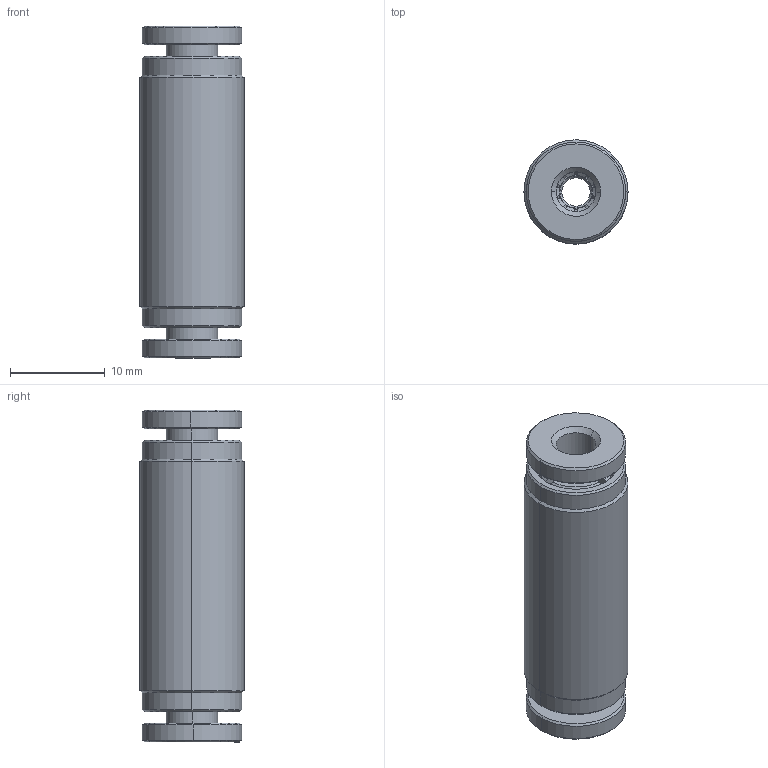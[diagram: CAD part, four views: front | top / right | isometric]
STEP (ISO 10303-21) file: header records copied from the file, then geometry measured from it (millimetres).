
FILE_DESCRIPTION (( 'STEP AP214' ), '1' );
FILE_NAME ('SUS5-32W.STEP', '2018-06-12T17:47:52', ( '' ), ( '' ), 'SwSTEP 2.0', 'SolidWorks 2016', '' );
FILE_SCHEMA (( 'AUTOMOTIVE_DESIGN' ));
Length unit declared in the file: millimetre
Products named in the file (1): SUS5-32W
Bounding box: 11 x 11 x 35.08 mm (x, y, z)
Volume: 2352 mm3; surface area: 4132.5 mm2
Topology: 11 solids, 11 shells, 542 faces, 1454 edges, 940 vertices
Faces by surface type: cone 202, plane 188, cylinder 116, bspline 32, torus 4
Entity records: 24212 total; most frequent: CARTESIAN_POINT 5217, ORIENTED_EDGE 2908, DIRECTION 2472, EDGE_CURVE 1454, AXIS2_PLACEMENT_3D 1027, VERTEX_POINT 940, EDGE_LOOP 570, UNCERTAINTY_MEASURE_WITH_UNIT 555
